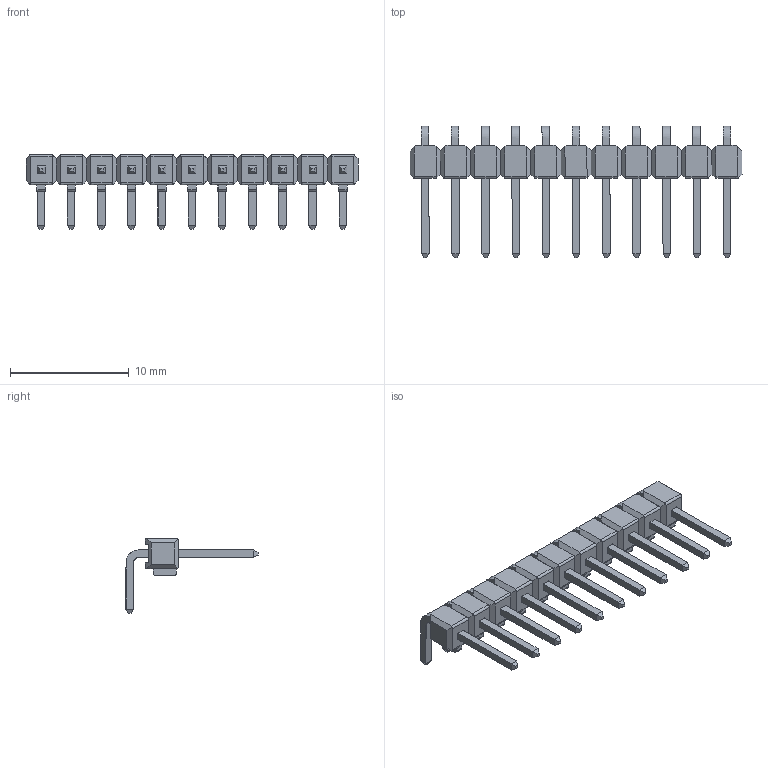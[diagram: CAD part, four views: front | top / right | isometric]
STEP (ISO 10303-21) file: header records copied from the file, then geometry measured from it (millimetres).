
FILE_DESCRIPTION(/* description */ (''),/* implementation_level */ '2;1');
FILE_NAME(/* name */ 'PI28E6~1',/* time_stamp */ '2014-06-21T13:45:41+02:00',/* author */ (''),/* organization */ (''),/* preprocessor_version */ 'ST-DEVELOPER v14',/* originating_system */ '',/* authorisation */ '');
FILE_SCHEMA (('AUTOMOTIVE_DESIGN'));
Length unit declared in the file: millimetre
Products named in the file (1): Document
Bounding box: 27.95 x 11.11 x 6.29 mm (x, y, z)
Volume: 227.8 mm3; surface area: 913.9 mm2
Topology: 21 solids, 35 shells, 495 faces, 1278 edges, 841 vertices
Faces by surface type: plane 429, bspline 66
Entity records: 29532 total; most frequent: CARTESIAN_POINT 12048, B_SPLINE_CURVE_WITH_KNOTS 3382, ORIENTED_EDGE 2486, PCURVE 2486, DEFINITIONAL_REPRESENTATION 2486, SURFACE_CURVE 1271, EDGE_CURVE 1271, VERTEX_POINT 832
